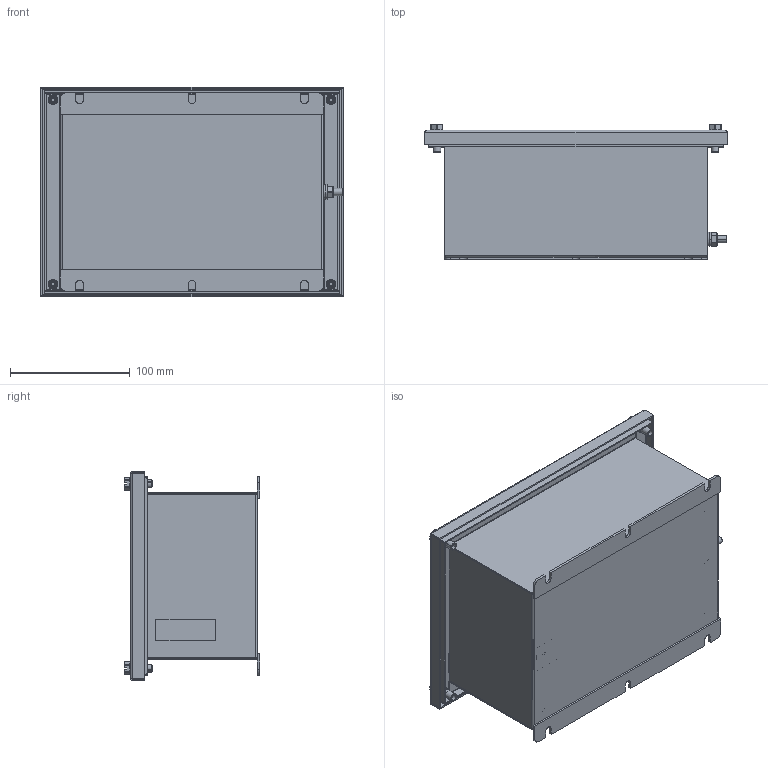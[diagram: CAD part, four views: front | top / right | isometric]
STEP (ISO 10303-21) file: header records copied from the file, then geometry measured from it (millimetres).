
FILE_DESCRIPTION (( 'STEP AP214' ), '1' );
FILE_NAME ('TEF105825XX Junction Box.STEP', '2025-01-20T12:30:34', ( '' ), ( '' ), 'SwSTEP 2.0', 'SolidWorks 2022', '' );
FILE_SCHEMA (( 'AUTOMOTIVE_DESIGN' ));
Length unit declared in the file: millimetre
Products named in the file (1): TEF105825XX Junction Box
Bounding box: 253 x 113 x 175 mm (x, y, z)
Volume: 283294 mm3; surface area: 428870.9 mm2
Topology: 26 solids, 26 shells, 1342 faces, 3323 edges, 2117 vertices
Faces by surface type: plane 852, cylinder 199, bspline 182, cone 97, torus 12
Entity records: 62545 total; most frequent: CARTESIAN_POINT 16720, ORIENTED_EDGE 6622, DIRECTION 5682, EDGE_CURVE 3311, LINE 2328, VECTOR 2328, VERTEX_POINT 2117, AXIS2_PLACEMENT_3D 1677
